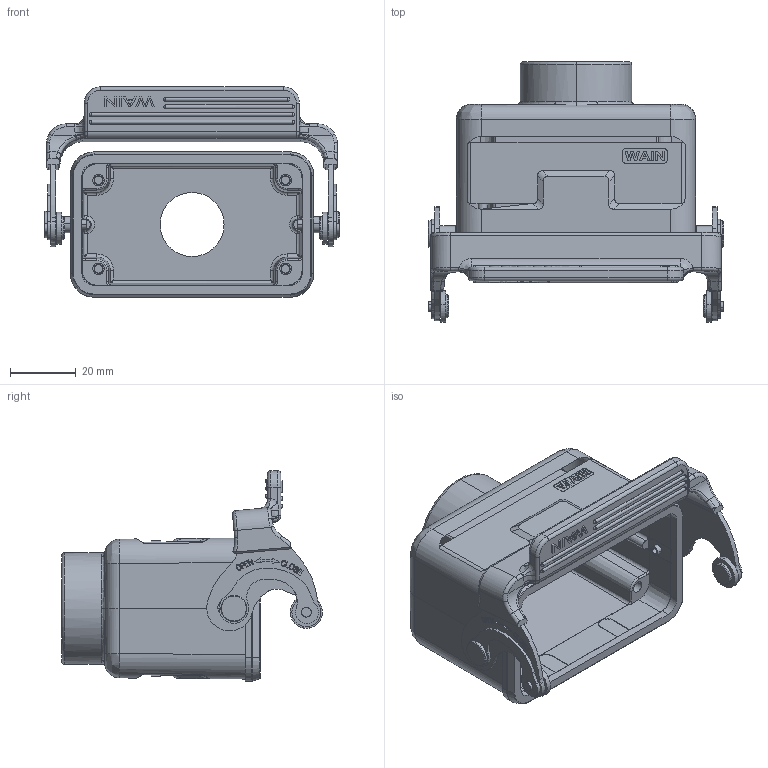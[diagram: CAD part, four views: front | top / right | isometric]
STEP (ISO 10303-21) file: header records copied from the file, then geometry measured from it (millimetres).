
FILE_DESCRIPTION((''),'2;1');
FILE_NAME('3D_1111104101001_W10B-TE-2B-M20','2017-10-10T',('sy.ji'),(''),'PRO/ENGINEER BY PARAMETRIC TECHNOLOGY CORPORATION, 2014310','PRO/ENGINEER BY PARAMETRIC TECHNOLOGY CORPORATION, 2014310','');
FILE_SCHEMA(('CONFIG_CONTROL_DESIGN'));
Products named in the file (1): 3D_1111104101001_W10B-TE-2B-M20
Bounding box: 90.05 x 79.45 x 64.13 mm (x, y, z)
Volume: 60959.3 mm3; surface area: 37963.6 mm2
Topology: 2 solids, 24 shells, 1349 faces, 3674 edges, 2398 vertices
Faces by surface type: plane 588, extrusion 296, cylinder 255, bspline 76, cone 52, torus 48, sphere 34
Entity records: 49123 total; most frequent: CARTESIAN_POINT 15682, ORIENTED_EDGE 7215, DIRECTION 5734, EDGE_CURVE 3627, VERTEX_POINT 2398, VECTOR 2244, LINE 1948, AXIS2_PLACEMENT_3D 1745
